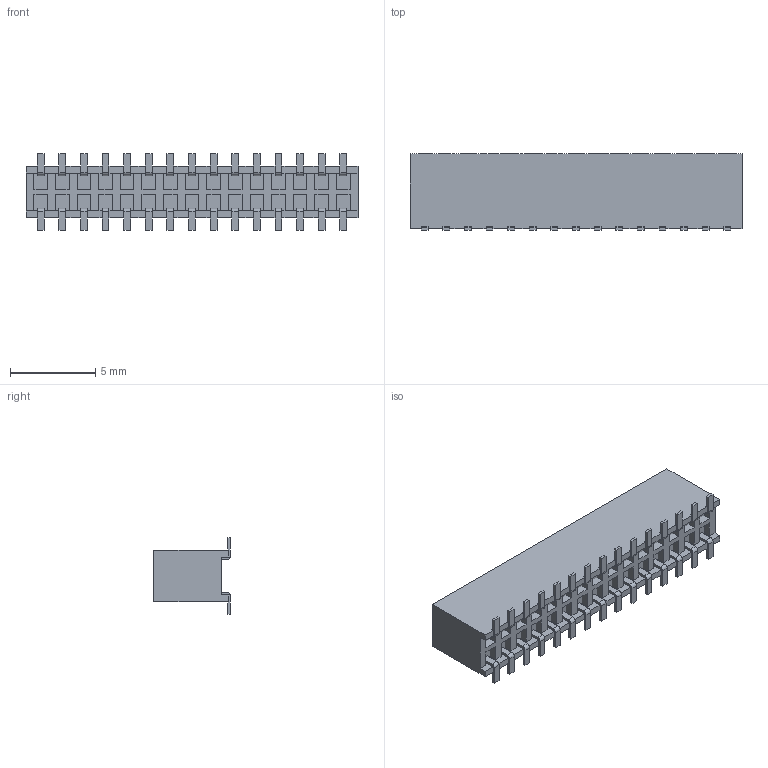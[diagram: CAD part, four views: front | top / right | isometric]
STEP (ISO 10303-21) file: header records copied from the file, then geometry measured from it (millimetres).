
FILE_DESCRIPTION( ( 'STEP AP214' ), '1' );
FILE_NAME( '20021321-00030T4LF.stp', '2019-04-04T10:04:55', ( '' ), ( '' ), ' ', 'PARTsolutions', ' ' );
FILE_SCHEMA( ( 'AUTOMOTIVE_DESIGN { 1 0 10303 214 1 1 1 1 }' ) );
Length unit declared in the file: millimetre
Products named in the file (3): 20021321-00030T4LF; _20021321-00030T4LF_body; _20021321-00030T4LF_pins
Assembly tree (2 placements, depth 2):
  20021321-00030T4LF
    _20021321-00030T4LF_body
    _20021321-00030T4LF_pins
Bounding box: 19.51 x 4.5 x 4.5 mm (x, y, z)
Volume: 180.2 mm3; surface area: 1048.5 mm2
Topology: 2 solids, 2 shells, 1302 faces, 3576 edges, 2304 vertices
Faces by surface type: plane 1092, cylinder 210
Entity records: 51250 total; most frequent: CARTESIAN_POINT 7185, ORIENTED_EDGE 7152, DIRECTION 6726, EDGE_CURVE 3576, LINE 3036, VECTOR 3036, VERTEX_POINT 2304, AXIS2_PLACEMENT_3D 1845
